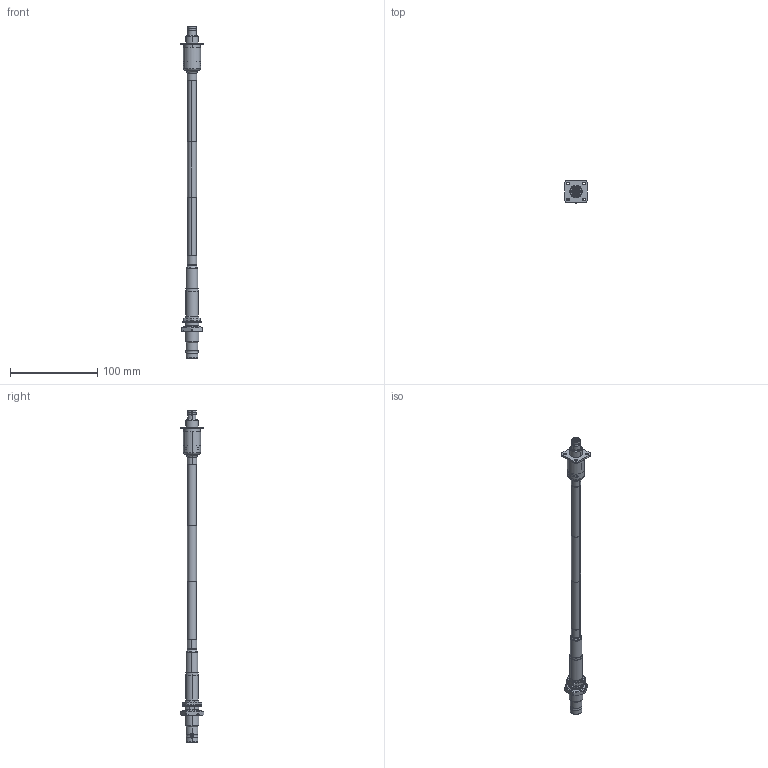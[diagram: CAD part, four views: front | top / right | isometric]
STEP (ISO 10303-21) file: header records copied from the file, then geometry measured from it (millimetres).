
FILE_DESCRIPTION (( 'STEP AP214' ), '1' );
FILE_NAME ('FMCA9786_3D.step', '2024-07-29T14:44:54', ( '' ), ( '' ), 'SwSTEP 2.0', 'SolidWorks 2022', '' );
FILE_SCHEMA (( 'AUTOMOTIVE_DESIGN' ));
Length unit declared in the file: inch
Products named in the file (10): RG213-PROD_RG213_GID 230180; N8105-8; 20KV8500-4; FMCA9786_3D; N8105-7_2; FMCN45904; Copy of Heat Shrink^FMCA9786_1" Long; Copy (2) of Heat Shrink^FMCA9786; 20KV-8105-0213; FMCN45843
Assembly tree (9 placements, depth 3):
  FMCA9786_3D
    RG213-PROD_RG213_GID 230180
    FMCN45843
      20KV-8105-0213
      N8105-7_2
      N8105-8
      20KV8500-4
    FMCN45904
    Copy of Heat Shrink^FMCA9786_1" Long
    Copy (2) of Heat Shrink^FMCA9786
Bounding box: 25.4 x 26.59 x 379.5 mm (x, y, z)
Volume: 43163.6 mm3; surface area: 29638.2 mm2
Topology: 8 solids, 8 shells, 364 faces, 882 edges, 554 vertices
Faces by surface type: cylinder 150, plane 111, cone 62, bspline 23, torus 18
Entity records: 12140 total; most frequent: CARTESIAN_POINT 3018, DIRECTION 1879, ORIENTED_EDGE 1764, EDGE_CURVE 882, AXIS2_PLACEMENT_3D 767, VERTEX_POINT 554, CIRCLE 413, EDGE_LOOP 402
